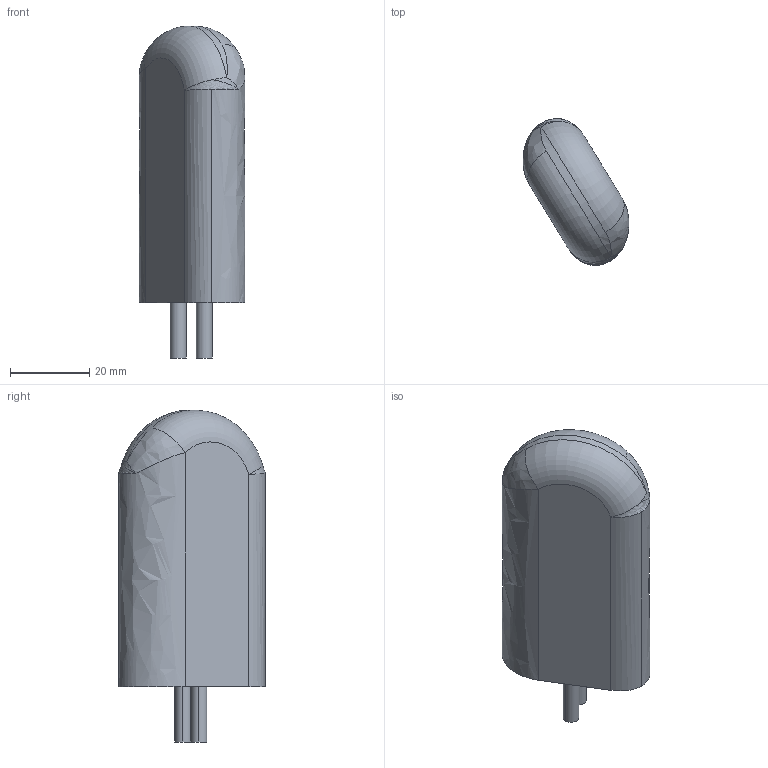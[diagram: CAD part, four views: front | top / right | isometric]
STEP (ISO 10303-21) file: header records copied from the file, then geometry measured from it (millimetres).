
FILE_DESCRIPTION (( 'STEP AP214' ), '1' );
FILE_NAME ('TMPT_1stValveTube.STEP', '2015-02-01T17:15:42', ( '' ), ( '' ), 'SwSTEP 2.0', 'SolidWorks 2014', '' );
FILE_SCHEMA (( 'AUTOMOTIVE_DESIGN' ));
Length unit declared in the file: millimetre
Products named in the file (1): TMPT_1stValveTube
Bounding box: 26.76 x 37 x 83.84 mm (x, y, z)
Volume: 28604.4 mm3; surface area: 12013.3 mm2
Topology: 1 solids, 1 shells, 28 faces, 78 edges, 50 vertices
Faces by surface type: bspline 16, cylinder 5, plane 5, torus 2
Entity records: 4374 total; most frequent: CARTESIAN_POINT 3789, ORIENTED_EDGE 148, EDGE_CURVE 74, DIRECTION 70, VERTEX_POINT 50, EDGE_LOOP 32, FACE_OUTER_BOUND 28, ADVANCED_FACE 28
